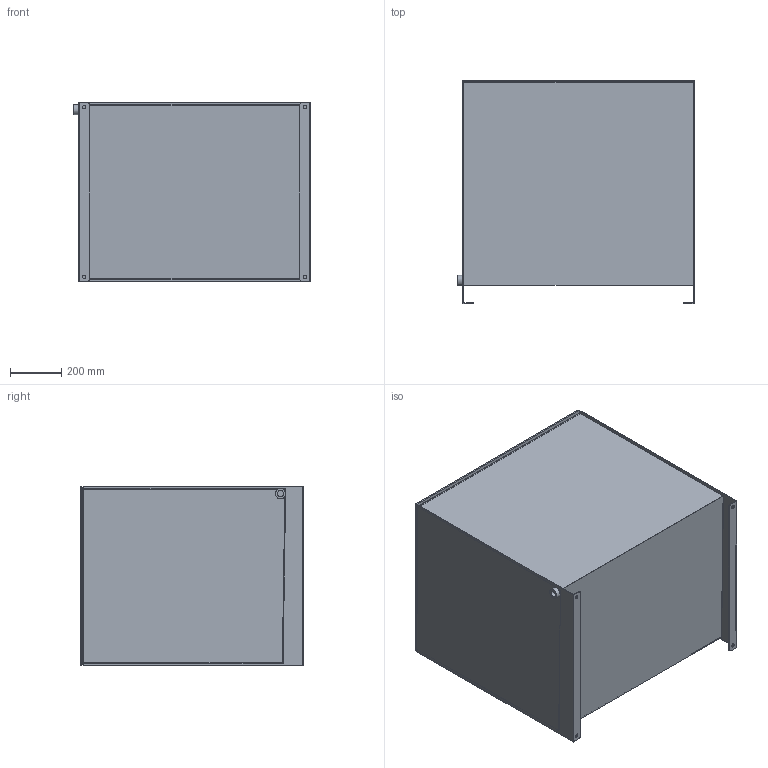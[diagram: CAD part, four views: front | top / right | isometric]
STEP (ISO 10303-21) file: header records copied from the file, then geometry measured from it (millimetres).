
FILE_DESCRIPTION (( 'STEP AP203' ), '1' );
FILE_NAME ('R1-118 MONOBLOC.STEP', '2015-11-09T09:29:55', ( 'rodrigue' ), ( 'Hewlett-Packard Company' ), 'SwSTEP 2.0', 'SolidWorks 2015', '' );
FILE_SCHEMA (( 'CONFIG_CONTROL_DESIGN' ));
Length unit declared in the file: millimetre
Products named in the file (1): R1-118 MONOBLOC
Bounding box: 920 x 869 x 700 mm (x, y, z)
Volume: 14033451.1 mm3; surface area: 7854667.6 mm2
Topology: 1 solids, 1 shells, 93 faces, 219 edges, 149 vertices
Faces by surface type: plane 60, cylinder 33
Full cylindrical faces by diameter (mm): 11 x14, 13 x4, 24 x1, 33 x1, 40 x1
Entity records: 2544 total; most frequent: DIRECTION 437, CARTESIAN_POINT 411, ORIENTED_EDGE 366, EDGE_CURVE 183, AXIS2_PLACEMENT_3D 160, EDGE_LOOP 143, VERTEX_POINT 134, LINE 117
